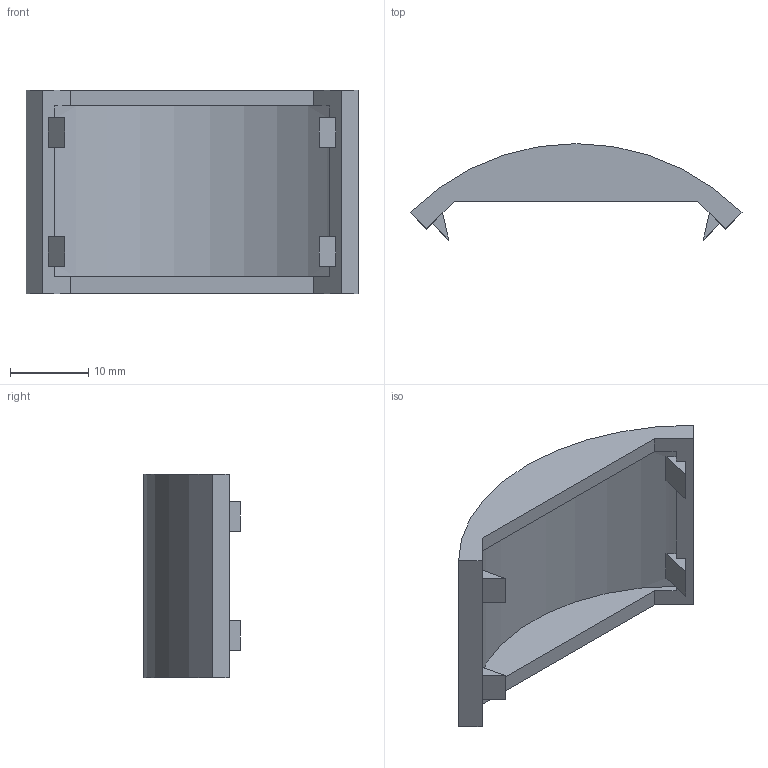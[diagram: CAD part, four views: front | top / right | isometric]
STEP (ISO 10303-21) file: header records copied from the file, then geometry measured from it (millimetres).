
FILE_DESCRIPTION (( 'STEP AP214' ), '1' );
FILE_NAME ('Ñáîðêà1.STEP', '2018-01-10T10:31:14', ( '' ), ( '' ), 'SwSTEP 2.0', 'SolidWorks 2017', '' );
FILE_SCHEMA (( 'AUTOMOTIVE_DESIGN' ));
Length unit declared in the file: millimetre
Products named in the file (2): 栖闉罻1; SNSS.40.70.07.Çàãëóøêà äëÿ óãëîâîãî àëþìèíèåâîãî ñîåäèíèòåëÿ 30õ30(T00)_00
Assembly tree (1 placements, depth 2):
  栖闉罻1
    SNSS.40.70.07.Çàãëóøêà äëÿ óãëîâîãî àëþìèíèåâîãî ñîåäèíèòåëÿ 30õ30(T00)_00
Bounding box: 42.43 x 12.32 x 26 mm (x, y, z)
Volume: 2509.9 mm3; surface area: 3410.4 mm2
Topology: 1 solids, 1 shells, 34 faces, 96 edges, 64 vertices
Faces by surface type: plane 32, cylinder 2
Entity records: 1158 total; most frequent: CARTESIAN_POINT 198, ORIENTED_EDGE 192, DIRECTION 184, EDGE_CURVE 96, VECTOR 84, LINE 84, VERTEX_POINT 64, AXIS2_PLACEMENT_3D 50
